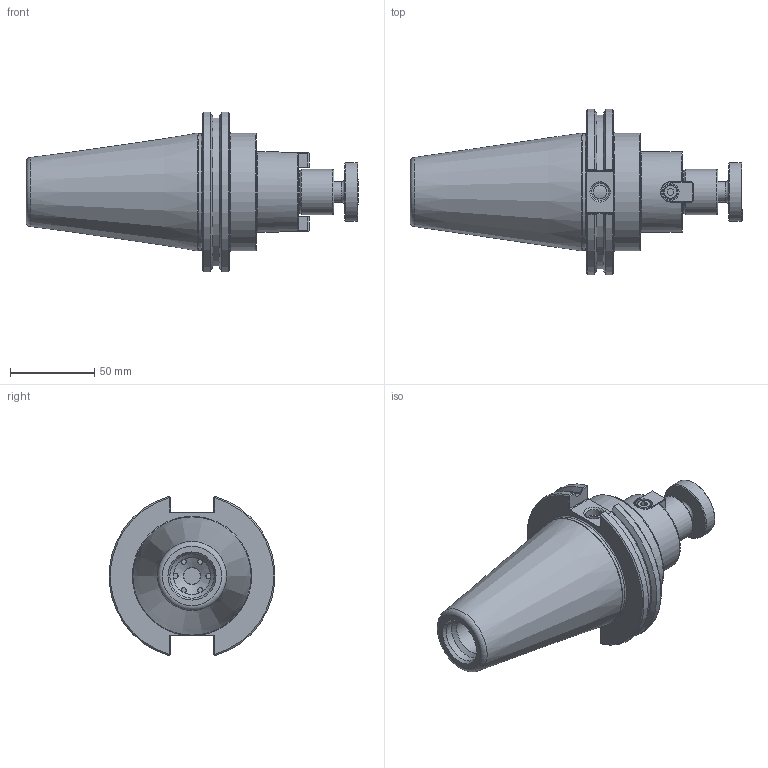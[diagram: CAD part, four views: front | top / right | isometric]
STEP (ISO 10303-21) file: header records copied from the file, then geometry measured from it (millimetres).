
FILE_DESCRIPTION(/* description */ (''),/* implementation_level */ '2;1');
FILE_NAME(/* name */ 'C50-M27SM60C.stp',/* time_stamp */ '2023-10-27T14:51:14-04:00',/* author */ ('jsmall'),/* organization */ (''),/* preprocessor_version */ 'ST-DEVELOPER v18.1',/* originating_system */ 'Autodesk Inventor 2022',/* authorisation */ '');
FILE_SCHEMA (('AUTOMOTIVE_DESIGN { 1 0 10303 214 3 1 1 }'));
Length unit declared in the file: inch
Products named in the file (5): C50-M27SM60C; C50-M27SM60C_1; 27MMKY; 028-166; 27MMLS
Assembly tree (6 placements, depth 2):
  C50-M27SM60C
    C50-M27SM60C_1
    27MMKY  x2
    028-166  x2
    27MMLS
Bounding box: 196.95 x 98.06 x 94.71 mm (x, y, z)
Volume: 430889.7 mm3; surface area: 65590.1 mm2
Topology: 6 solids, 6 shells, 213 faces, 550 edges, 353 vertices
Faces by surface type: plane 110, cylinder 52, cone 33, torus 10, bspline 8
Full cylindrical faces by diameter (mm): 3 x6, 4.134 x2, 5 x2, 5.512 x2, 8 x1, 8.5 x2, 10 x1, 10.008 x2, 10.106 x1, 10.135 x1, 12 x1, 12.954 x1, 21.971 x1, 25.471 x1, 26.365 x1, 26.995 x1, 35 x1, 48 x1, 69.342 x1, 69.85 x1
Entity records: 7108 total; most frequent: CARTESIAN_POINT 2326, ORIENTED_EDGE 960, DIRECTION 907, EDGE_CURVE 480, AXIS2_PLACEMENT_3D 341, VERTEX_POINT 311, LINE 225, VECTOR 225
